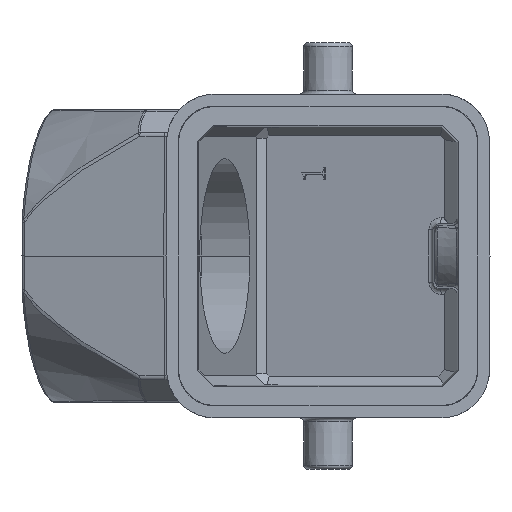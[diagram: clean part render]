
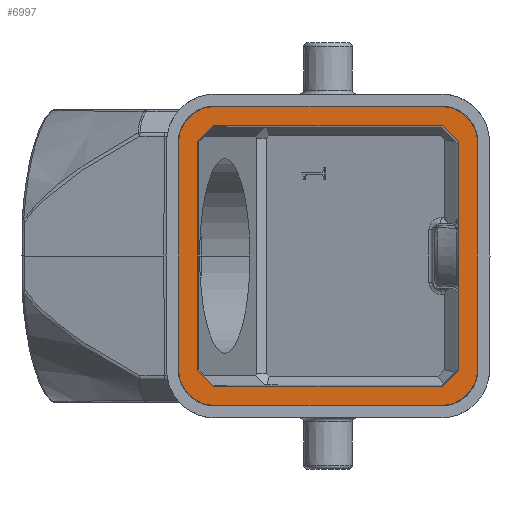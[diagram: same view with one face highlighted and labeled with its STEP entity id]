
A CAD part, front view. The second image highlights one B-rep face of the part: STEP entity #6997.
In plain terms, the highlighted planar face has unit normal (0, -1, 0).
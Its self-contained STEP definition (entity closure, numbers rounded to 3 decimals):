
#816=DIRECTION('',(0.,0.,1.));
#817=VECTOR('',#816,18.805);
#818=CARTESIAN_POINT('',(10.75,3.7,-9.403));
#819=LINE('',#818,#817);
#899=CARTESIAN_POINT('',(-9.3,3.7,9.3));
#900=DIRECTION('',(0.,-1.,0.));
#901=DIRECTION('',(0.,0.,1.));
#902=AXIS2_PLACEMENT_3D('',#899,#900,#901);
#904=CARTESIAN_POINT('',(9.3,3.7,9.3));
#905=DIRECTION('',(0.,-1.,0.));
#906=DIRECTION('',(1.,0.,0.));
#907=AXIS2_PLACEMENT_3D('',#904,#905,#906);
#909=CARTESIAN_POINT('',(9.3,3.7,-9.3));
#910=DIRECTION('',(0.,-1.,0.));
#911=DIRECTION('',(0.,0.,-1.));
#912=AXIS2_PLACEMENT_3D('',#909,#910,#911);
#914=CARTESIAN_POINT('',(-9.3,3.7,-9.3));
#915=DIRECTION('',(0.,-1.,0.));
#916=DIRECTION('',(-1.,0.,0.));
#917=AXIS2_PLACEMENT_3D('',#914,#915,#916);
#919=DIRECTION('',(-0.707,0.,0.707));
#920=VECTOR('',#919,1.906);
#921=CARTESIAN_POINT('',(-9.403,3.7,-10.75));
#922=LINE('',#921,#920);
#923=DIRECTION('',(-0.707,0.,-0.707));
#924=VECTOR('',#923,1.906);
#925=CARTESIAN_POINT('',(10.75,3.7,-9.403));
#926=LINE('',#925,#924);
#927=DIRECTION('',(0.707,0.,-0.707));
#928=VECTOR('',#927,1.906);
#929=CARTESIAN_POINT('',(9.403,3.7,10.75));
#930=LINE('',#929,#928);
#931=DIRECTION('',(0.707,0.,0.707));
#932=VECTOR('',#931,1.906);
#933=CARTESIAN_POINT('',(-10.75,3.7,9.403));
#934=LINE('',#933,#932);
#935=DIRECTION('',(0.,0.,1.));
#936=VECTOR('',#935,18.6);
#937=CARTESIAN_POINT('',(-12.3,3.7,-9.3));
#938=LINE('',#937,#936);
#955=DIRECTION('',(1.,0.,0.));
#956=VECTOR('',#955,18.6);
#957=CARTESIAN_POINT('',(-9.3,3.7,12.3));
#958=LINE('',#957,#956);
#971=DIRECTION('',(0.,0.,-1.));
#972=VECTOR('',#971,18.6);
#973=CARTESIAN_POINT('',(12.3,3.7,9.3));
#974=LINE('',#973,#972);
#987=DIRECTION('',(-1.,0.,0.));
#988=VECTOR('',#987,18.6);
#989=CARTESIAN_POINT('',(9.3,3.7,-12.3));
#990=LINE('',#989,#988);
#1007=DIRECTION('',(1.,0.,0.));
#1008=VECTOR('',#1007,18.805);
#1009=CARTESIAN_POINT('',(-9.403,3.7,-10.75));
#1010=LINE('',#1009,#1008);
#1097=DIRECTION('',(0.,0.,-1.));
#1098=VECTOR('',#1097,18.805);
#1099=CARTESIAN_POINT('',(-10.75,3.7,9.403));
#1100=LINE('',#1099,#1098);
#1113=DIRECTION('',(-1.,0.,0.));
#1114=VECTOR('',#1113,18.805);
#1115=CARTESIAN_POINT('',(9.403,3.7,10.75));
#1116=LINE('',#1115,#1114);
#5039=CARTESIAN_POINT('',(10.75,3.7,9.403));
#5040=VERTEX_POINT('',#5039);
#5041=CARTESIAN_POINT('',(9.403,3.7,10.75));
#5042=VERTEX_POINT('',#5041);
#5278=CARTESIAN_POINT('',(9.403,3.7,-10.75));
#5279=VERTEX_POINT('',#5278);
#5280=CARTESIAN_POINT('',(10.75,3.7,-9.403));
#5281=VERTEX_POINT('',#5280);
#5312=CARTESIAN_POINT('',(-10.75,3.7,9.403));
#5313=VERTEX_POINT('',#5312);
#5316=CARTESIAN_POINT('',(-9.403,3.7,10.75));
#5317=VERTEX_POINT('',#5316);
#5322=CARTESIAN_POINT('',(-9.403,3.7,-10.75));
#5323=VERTEX_POINT('',#5322);
#5326=CARTESIAN_POINT('',(-10.75,3.7,-9.403));
#5327=VERTEX_POINT('',#5326);
#5330=CARTESIAN_POINT('',(9.3,3.7,-12.3));
#5331=CARTESIAN_POINT('',(-9.3,3.7,-12.3));
#5332=VERTEX_POINT('',#5330);
#5333=VERTEX_POINT('',#5331);
#5334=CARTESIAN_POINT('',(-12.3,3.7,-9.3));
#5335=VERTEX_POINT('',#5334);
#5336=CARTESIAN_POINT('',(12.3,3.7,9.3));
#5337=CARTESIAN_POINT('',(9.3,3.7,12.3));
#5338=VERTEX_POINT('',#5336);
#5339=VERTEX_POINT('',#5337);
#5340=CARTESIAN_POINT('',(12.3,3.7,-9.3));
#5341=VERTEX_POINT('',#5340);
#5342=CARTESIAN_POINT('',(-12.3,3.7,9.3));
#5343=VERTEX_POINT('',#5342);
#5344=CARTESIAN_POINT('',(-9.3,3.7,12.3));
#5345=VERTEX_POINT('',#5344);
#6958=CARTESIAN_POINT('',(0.,3.7,-11.9));
#6959=DIRECTION('',(0.,-1.,0.));
#6960=DIRECTION('',(0.,0.,-1.));
#6961=AXIS2_PLACEMENT_3D('',#6958,#6959,#6960);
#6962=PLANE('',#6961);
#6964=ORIENTED_EDGE('',*,*,#6963,.T.);
#6966=ORIENTED_EDGE('',*,*,#6965,.F.);
#6968=ORIENTED_EDGE('',*,*,#6967,.T.);
#6970=ORIENTED_EDGE('',*,*,#6969,.F.);
#6972=ORIENTED_EDGE('',*,*,#6971,.T.);
#6974=ORIENTED_EDGE('',*,*,#6973,.F.);
#6976=ORIENTED_EDGE('',*,*,#6975,.T.);
#6978=ORIENTED_EDGE('',*,*,#6977,.F.);
#6979=EDGE_LOOP('',(#6964,#6966,#6968,#6970,#6972,#6974,#6976,#6978));
#6980=FACE_OUTER_BOUND('',#6979,.F.);
#6982=ORIENTED_EDGE('',*,*,#6981,.F.);
#6984=ORIENTED_EDGE('',*,*,#6983,.T.);
#6986=ORIENTED_EDGE('',*,*,#6985,.F.);
#6987=ORIENTED_EDGE('',*,*,#6697,.T.);
#6988=ORIENTED_EDGE('',*,*,#6257,.F.);
#6990=ORIENTED_EDGE('',*,*,#6989,.T.);
#6992=ORIENTED_EDGE('',*,*,#6991,.F.);
#6994=ORIENTED_EDGE('',*,*,#6993,.T.);
#6995=EDGE_LOOP('',(#6982,#6984,#6986,#6987,#6988,#6990,#6992,#6994));
#6996=FACE_BOUND('',#6995,.F.);
#903=CIRCLE('',#902,3.);
#908=CIRCLE('',#907,3.);
#913=CIRCLE('',#912,3.);
#918=CIRCLE('',#917,3.);
#6257=EDGE_CURVE('',#5042,#5040,#930,.T.);
#6697=EDGE_CURVE('',#5281,#5040,#819,.T.);
#6963=EDGE_CURVE('',#5335,#5343,#938,.T.);
#6965=EDGE_CURVE('',#5345,#5343,#903,.T.);
#6967=EDGE_CURVE('',#5345,#5339,#958,.T.);
#6969=EDGE_CURVE('',#5338,#5339,#908,.T.);
#6971=EDGE_CURVE('',#5338,#5341,#974,.T.);
#6973=EDGE_CURVE('',#5332,#5341,#913,.T.);
#6975=EDGE_CURVE('',#5332,#5333,#990,.T.);
#6977=EDGE_CURVE('',#5335,#5333,#918,.T.);
#6981=EDGE_CURVE('',#5323,#5327,#922,.T.);
#6983=EDGE_CURVE('',#5323,#5279,#1010,.T.);
#6985=EDGE_CURVE('',#5281,#5279,#926,.T.);
#6989=EDGE_CURVE('',#5042,#5317,#1116,.T.);
#6991=EDGE_CURVE('',#5313,#5317,#934,.T.);
#6993=EDGE_CURVE('',#5313,#5327,#1100,.T.);
#6997=ADVANCED_FACE('',(#6980,#6996),#6962,.T.);
